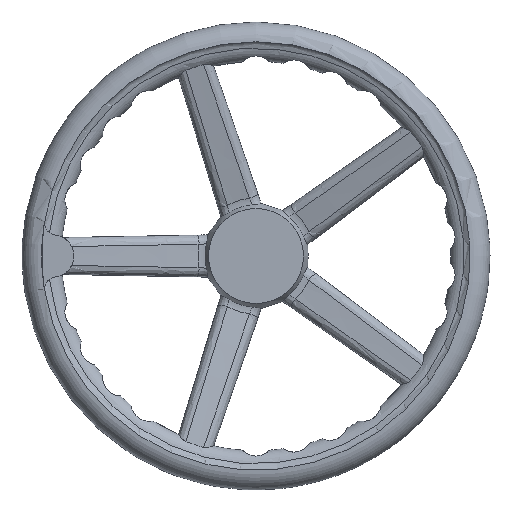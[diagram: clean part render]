
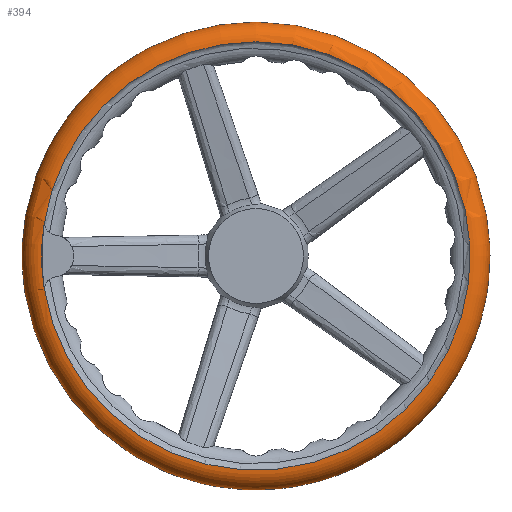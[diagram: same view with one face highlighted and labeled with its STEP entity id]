
A CAD part, left-side view. The second image highlights one B-rep face of the part: STEP entity #394.
In plain terms, the highlighted toroidal (fillet/blend) face has major radius 162.362 mm and minor radius 15 mm.
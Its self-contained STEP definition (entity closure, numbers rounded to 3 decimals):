
#394=ADVANCED_FACE('',(#716,#717,#718),#549,.T.);
#549=TOROIDAL_SURFACE('',#2822,162.362,15.);
#716=FACE_BOUND('',#738,.T.);
#717=FACE_BOUND('',#739,.T.);
#718=FACE_BOUND('',#740,.T.);
#738=EDGE_LOOP('',(#1239,#1240));
#739=EDGE_LOOP('',(#1241,#1242,#1243,#1244));
#740=EDGE_LOOP('',(#1245));
#977=B_SPLINE_CURVE_WITH_KNOTS('',3,(#4442,#4443,#4444,#4445),.UNSPECIFIED.,
.F.,.F.,(4,4),(0.,1.),.UNSPECIFIED.);
#978=B_SPLINE_CURVE_WITH_KNOTS('',3,(#4449,#4450,#4451,#4452),.UNSPECIFIED.,
.F.,.F.,(4,4),(0.,1.),.UNSPECIFIED.);
#1239=ORIENTED_EDGE('',*,*,#2337,.F.);
#1240=ORIENTED_EDGE('',*,*,#2338,.F.);
#1241=ORIENTED_EDGE('',*,*,#2339,.T.);
#1242=ORIENTED_EDGE('',*,*,#2340,.T.);
#1243=ORIENTED_EDGE('',*,*,#2341,.T.);
#1244=ORIENTED_EDGE('',*,*,#2342,.T.);
#1245=ORIENTED_EDGE('',*,*,#2343,.T.);
#2069=VERTEX_POINT('',#4436);
#2070=VERTEX_POINT('',#4437);
#2071=VERTEX_POINT('',#4440);
#2072=VERTEX_POINT('',#4441);
#2073=VERTEX_POINT('',#4446);
#2074=VERTEX_POINT('',#4448);
#2075=VERTEX_POINT('',#4454);
#2337=EDGE_CURVE('',#2069,#2070,#2680,.T.);
#2338=EDGE_CURVE('',#2070,#2069,#2681,.T.);
#2339=EDGE_CURVE('',#2071,#2072,#2682,.T.);
#2340=EDGE_CURVE('',#2072,#2073,#977,.T.);
#2341=EDGE_CURVE('',#2073,#2074,#2683,.T.);
#2342=EDGE_CURVE('',#2074,#2071,#978,.T.);
#2343=EDGE_CURVE('',#2075,#2075,#2684,.T.);
#2680=CIRCLE('',#2817,162.348);
#2681=CIRCLE('',#2818,162.348);
#2682=CIRCLE('',#2819,162.362);
#2683=CIRCLE('',#2820,162.5);
#2684=CIRCLE('',#2821,162.362);
#2817=AXIS2_PLACEMENT_3D('',#4435,#3129,#3130);
#2818=AXIS2_PLACEMENT_3D('',#4438,#3131,#3132);
#2819=AXIS2_PLACEMENT_3D('',#4439,#3133,#3134);
#2820=AXIS2_PLACEMENT_3D('',#4447,#3135,#3136);
#2821=AXIS2_PLACEMENT_3D('',#4453,#3137,#3138);
#2822=AXIS2_PLACEMENT_3D('',#4455,#3139,#3140);
#3129=DIRECTION('',(-1.,0.,0.));
#3130=DIRECTION('',(0.,0.,1.));
#3131=DIRECTION('',(-1.,0.,0.));
#3132=DIRECTION('',(0.,0.,1.));
#3133=DIRECTION('',(-1.,0.,0.));
#3134=DIRECTION('',(0.,0.,1.));
#3135=DIRECTION('',(1.,0.,0.));
#3136=DIRECTION('',(0.,0.,-1.));
#3137=DIRECTION('',(-1.,0.,0.));
#3138=DIRECTION('',(0.,0.,1.));
#3139=DIRECTION('',(-1.,0.,0.));
#3140=DIRECTION('',(0.,0.,1.));
#4435=CARTESIAN_POINT('',(676.441,327.863,0.));
#4436=CARTESIAN_POINT('',(676.441,488.32,24.707));
#4437=CARTESIAN_POINT('',(676.441,488.32,-24.707));
#4438=CARTESIAN_POINT('',(676.441,327.863,0.));
#4439=CARTESIAN_POINT('',(676.441,327.863,0.));
#4440=CARTESIAN_POINT('',(676.441,488.324,24.769));
#4441=CARTESIAN_POINT('',(676.441,488.324,-24.769));
#4442=CARTESIAN_POINT('',(676.441,488.324,-24.769));
#4443=CARTESIAN_POINT('',(676.441,488.342,-25.012));
#4444=CARTESIAN_POINT('',(676.441,488.351,-25.255));
#4445=CARTESIAN_POINT('',(676.441,488.35,-25.5));
#4446=CARTESIAN_POINT('',(676.441,488.35,-25.5));
#4447=CARTESIAN_POINT('',(676.441,327.863,0.));
#4448=CARTESIAN_POINT('',(676.441,488.35,25.5));
#4449=CARTESIAN_POINT('',(676.441,488.35,25.5));
#4450=CARTESIAN_POINT('',(676.441,488.351,25.255));
#4451=CARTESIAN_POINT('',(676.441,488.342,25.011));
#4452=CARTESIAN_POINT('',(676.441,488.324,24.769));
#4453=CARTESIAN_POINT('',(706.441,327.863,0.));
#4454=CARTESIAN_POINT('',(706.441,327.863,162.362));
#4455=CARTESIAN_POINT('',(691.441,327.863,0.));
